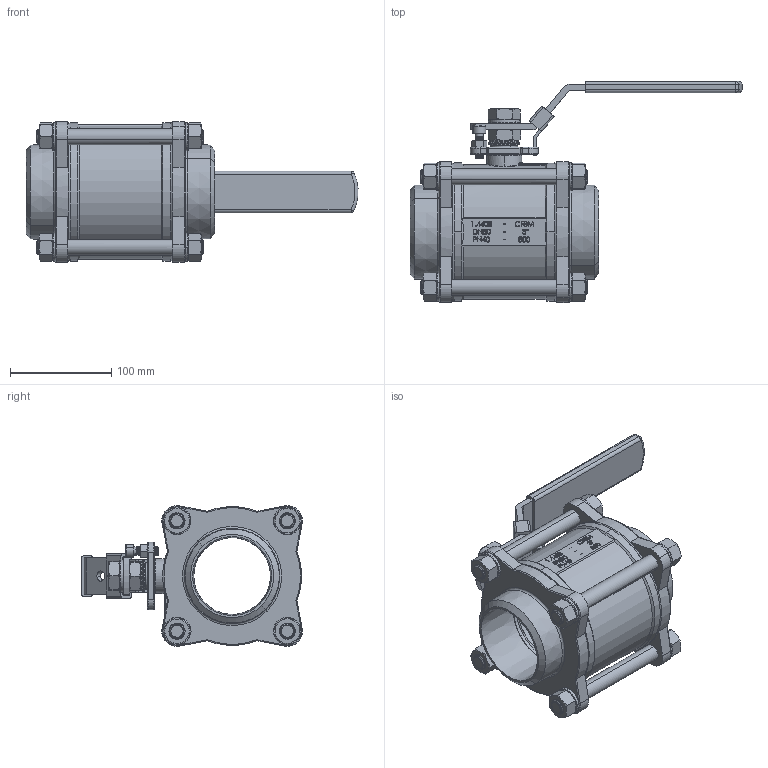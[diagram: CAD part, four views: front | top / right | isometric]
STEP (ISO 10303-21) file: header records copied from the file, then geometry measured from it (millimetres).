
FILE_DESCRIPTION (( 'STEP AP203' ), '1' );
FILE_NAME ('1-32 K對焊盤型華司-V Mark.STEP', '2017-01-10T07:36:39', ( 'user' ), ( '' ), 'SwSTEP 2.0', 'SolidWorks 2005179', '' );
FILE_SCHEMA (( 'CONFIG_CONTROL_DESIGN' ));
Length unit declared in the file: millimetre
Products named in the file (25): T-20J08T3-下; 32J VENTIM 膠套_預設; G-31L1940_預設; G-31J1340_預設; T-20J08T3-上; G-33G1740; T-31K06T1_預設; T-31J05T1_預設; 1-32 K對焊盤型華司-V Mark; G-10C1940_預設; G-B3EA740_預設; D-31K7200-01; M-32J2143(掛鎖)_預設; G-32J1150; G-32J2740_預設; T-30J09S0_預設; T-20J08T3-中; T-20J01T0_預設; E-32J0460; E-20K0361_預設; C-32K016-SVE盤型華司型_預設; G-35L2640_預設; G-31K1842_預設; G-20J2640-彈簧華司_預設; M-32J2143_預設
Assembly tree (46 placements, depth 2):
  1-32 K對焊盤型華司-V Mark
    G-35L2640_預設  x8
    G-B3EA740_預設
    T-20J08T3-上
    G-31L1940_預設  x8
    G-32J1150  x2
    T-31J05T1_預設  x2
    G-20J2640-彈簧華司_預設
    G-31K1842_預設  x4
    T-30J09S0_預設
    M-32J2143_預設
    G-33G1740  x2
    32J VENTIM 膠套_預設
    G-32J2740_預設
    T-31K06T1_預設  x2
    G-31J1340_預設
    E-20K0361_預設
    T-20J01T0_預設
    E-32J0460
    D-31K7200-01  x2
    T-20J08T3-中
    M-32J2143(掛鎖)_預設
    C-32K016-SVE盤型華司型_預設
    G-10C1940_預設
    T-20J08T3-下
Bounding box: 328.06 x 218.31 x 138.99 mm (x, y, z)
Volume: 1597630.2 mm3; surface area: 466278.2 mm2
Topology: 46 solids, 46 shells, 2140 faces, 5424 edges, 3371 vertices
Faces by surface type: cylinder 657, plane 619, bspline 351, cone 336, torus 97, sphere 80
Entity records: 91569 total; most frequent: CARTESIAN_POINT 56047, ORIENTED_EDGE 7470, DIRECTION 5633, EDGE_CURVE 3735, VERTEX_POINT 2400, AXIS2_PLACEMENT_3D 1926, VECTOR 1781, LINE 1781
